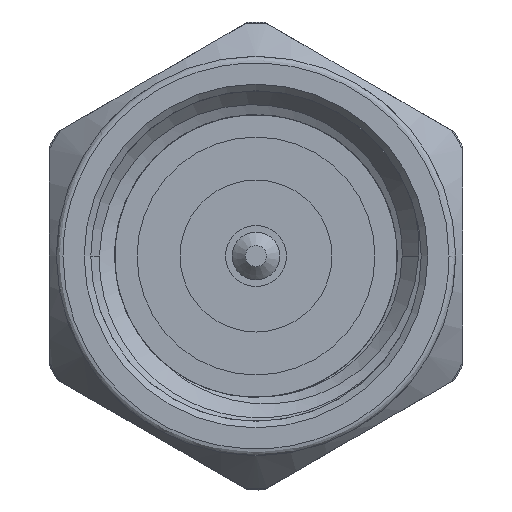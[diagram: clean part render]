
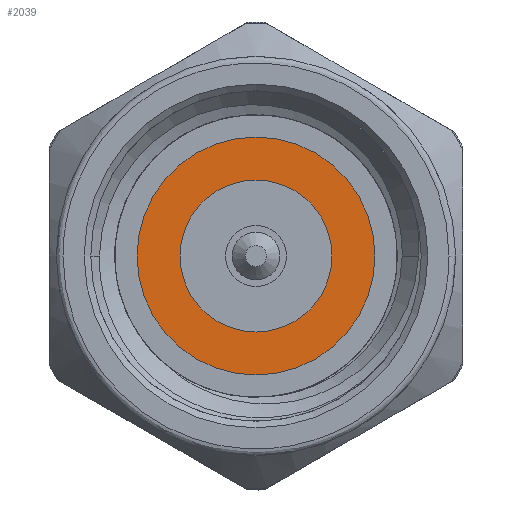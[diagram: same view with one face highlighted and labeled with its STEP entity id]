
A CAD part, front view. The second image highlights one B-rep face of the part: STEP entity #2039.
In plain terms, the highlighted planar face has unit normal (0, -1, 0).
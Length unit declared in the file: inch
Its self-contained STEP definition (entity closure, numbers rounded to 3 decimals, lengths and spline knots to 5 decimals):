
#418 = EDGE_LOOP ( 'NONE', ( #2609 ) ) ;
#472 = VERTEX_POINT ( 'NONE', #786 ) ;
#558 = DIRECTION ( 'NONE',  ( 0., -1., 0. ) ) ;
#786 = CARTESIAN_POINT ( 'NONE',  ( -0.05748, -0.107, 0. ) ) ;
#1151 = FACE_OUTER_BOUND ( 'NONE', #418, .T. ) ;
#1435 = CARTESIAN_POINT ( 'NONE',  ( -0.09, -0.107, 0. ) ) ;
#1948 = PLANE ( 'NONE',  #3329 ) ;
#1953 = DIRECTION ( 'NONE',  ( -1., 0., 0. ) ) ;
#1987 = CARTESIAN_POINT ( 'NONE',  ( 0., -0.107, 0. ) ) ;
#2039 = ADVANCED_FACE ( 'NONE', ( #1151, #3856 ), #1948, .T. ) ;
#2143 = VERTEX_POINT ( 'NONE', #1435 ) ;
#2186 = AXIS2_PLACEMENT_3D ( 'NONE', #1987, #4550, #1953 ) ;
#2211 = AXIS2_PLACEMENT_3D ( 'NONE', #3061, #2989, #4483 ) ;
#2373 = ORIENTED_EDGE ( 'NONE', *, *, #4556, .T. ) ;
#2605 = EDGE_LOOP ( 'NONE', ( #2373 ) ) ;
#2609 = ORIENTED_EDGE ( 'NONE', *, *, #3320, .F. ) ;
#2989 = DIRECTION ( 'NONE',  ( 0., 1., 0. ) ) ;
#3061 = CARTESIAN_POINT ( 'NONE',  ( 0., -0.107, 0. ) ) ;
#3320 = EDGE_CURVE ( 'NONE', #2143, #2143, #4553, .T. ) ;
#3329 = AXIS2_PLACEMENT_3D ( 'NONE', #4257, #558, #4576 ) ;
#3856 = FACE_BOUND ( 'NONE', #2605, .T. ) ;
#4257 = CARTESIAN_POINT ( 'NONE',  ( 0., -0.107, 0. ) ) ;
#4483 = DIRECTION ( 'NONE',  ( -1., 0., 0. ) ) ;
#4550 = DIRECTION ( 'NONE',  ( 0., 1., 0. ) ) ;
#4553 = CIRCLE ( 'NONE', #2211, 0.09 ) ;
#4556 = EDGE_CURVE ( 'NONE', #472, #472, #4605, .T. ) ;
#4576 = DIRECTION ( 'NONE',  ( 1., 0., 0. ) ) ;
#4605 = CIRCLE ( 'NONE', #2186, 0.05748 ) ;
